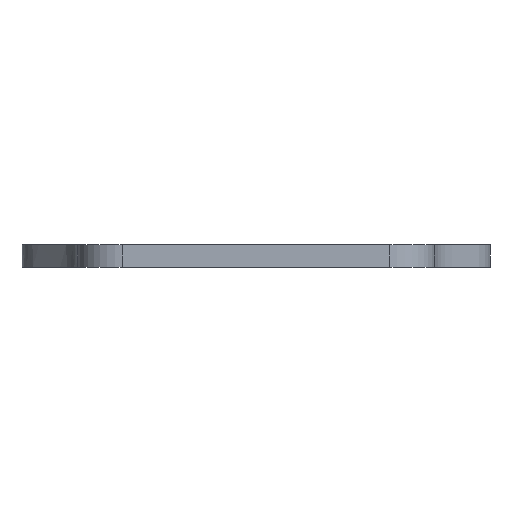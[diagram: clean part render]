
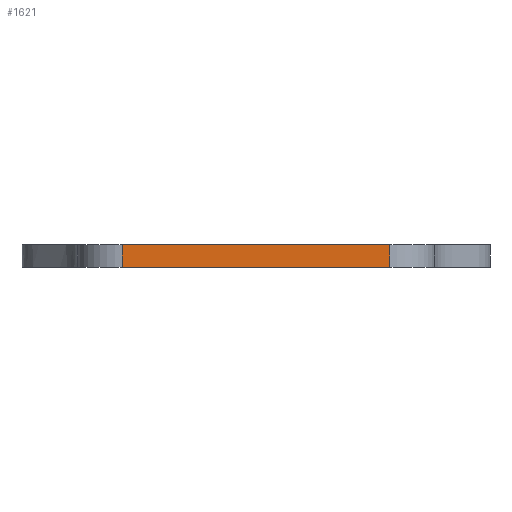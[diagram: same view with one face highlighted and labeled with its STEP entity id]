
A CAD part, front view. The second image highlights one B-rep face of the part: STEP entity #1621.
In plain terms, the highlighted planar face has unit normal (0, -1, 0).
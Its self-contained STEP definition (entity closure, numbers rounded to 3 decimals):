
#95=PLANE('',#1790);
#173=FACE_OUTER_BOUND('',#252,.T.);
#252=EDGE_LOOP('',(#1340,#1341,#1342,#1343));
#429=LINE('',#2929,#570);
#430=LINE('',#2932,#571);
#431=LINE('',#2934,#572);
#432=LINE('',#2935,#573);
#570=VECTOR('',#2233,10.);
#571=VECTOR('',#2236,10.);
#572=VECTOR('',#2237,10.);
#573=VECTOR('',#2238,10.);
#807=VERTEX_POINT('',#2925);
#808=VERTEX_POINT('',#2927);
#809=VERTEX_POINT('',#2931);
#810=VERTEX_POINT('',#2933);
#1035=EDGE_CURVE('',#807,#808,#429,.T.);
#1036=EDGE_CURVE('',#807,#809,#430,.T.);
#1037=EDGE_CURVE('',#810,#808,#431,.T.);
#1038=EDGE_CURVE('',#809,#810,#432,.T.);
#1340=ORIENTED_EDGE('',*,*,#1036,.F.);
#1341=ORIENTED_EDGE('',*,*,#1035,.T.);
#1342=ORIENTED_EDGE('',*,*,#1037,.F.);
#1343=ORIENTED_EDGE('',*,*,#1038,.F.);
#1621=ADVANCED_FACE('',(#173),#95,.T.);
#1790=AXIS2_PLACEMENT_3D('',#2930,#2234,#2235);
#2233=DIRECTION('',(0.,0.,1.));
#2234=DIRECTION('center_axis',(0.,-1.,0.));
#2235=DIRECTION('ref_axis',(1.,0.,0.));
#2236=DIRECTION('',(-1.,0.,0.));
#2237=DIRECTION('',(1.,0.,0.));
#2238=DIRECTION('',(0.,0.,1.));
#2925=CARTESIAN_POINT('',(12.,-33.96,0.));
#2927=CARTESIAN_POINT('',(12.,-33.96,2.));
#2929=CARTESIAN_POINT('',(12.,-33.96,0.));
#2930=CARTESIAN_POINT('Origin',(-12.,-33.96,0.));
#2931=CARTESIAN_POINT('',(-12.,-33.96,0.));
#2932=CARTESIAN_POINT('',(12.,-33.96,0.));
#2933=CARTESIAN_POINT('',(-12.,-33.96,2.));
#2934=CARTESIAN_POINT('',(12.,-33.96,2.));
#2935=CARTESIAN_POINT('',(-12.,-33.96,0.));
